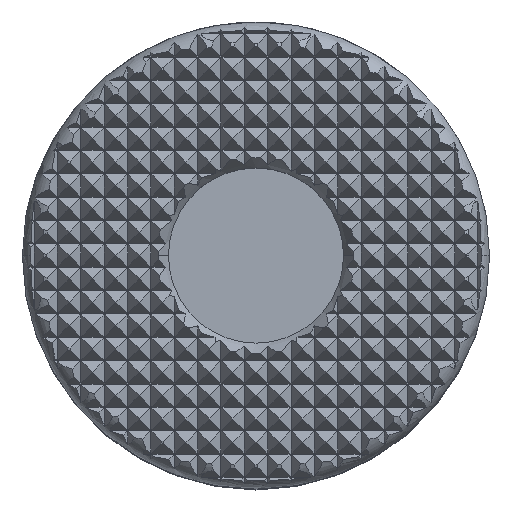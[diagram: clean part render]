
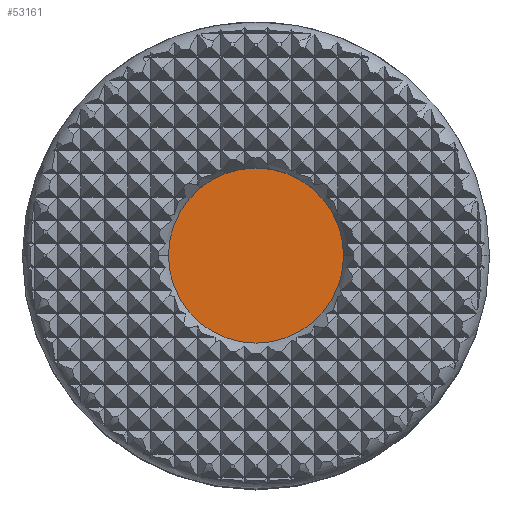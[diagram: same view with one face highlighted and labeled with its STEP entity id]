
A CAD part, top view. The second image highlights one B-rep face of the part: STEP entity #53161.
In plain terms, the highlighted planar face has unit normal (0, 0, 1).
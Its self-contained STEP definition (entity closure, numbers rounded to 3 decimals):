
#123 = DIRECTION ( 'NONE',  ( 0., 0., 1. ) ) ;
#1871 = AXIS2_PLACEMENT_3D ( 'NONE', #64732, #33744, #2797 ) ;
#2797 = DIRECTION ( 'NONE',  ( -1., 0., 0. ) ) ;
#7577 = CIRCLE ( 'NONE', #44240, 4.375 ) ;
#14299 = PLANE ( 'NONE',  #54180 ) ;
#15588 = EDGE_LOOP ( 'NONE', ( #60003, #24382 ) ) ;
#19293 = VERTEX_POINT ( 'NONE', #65536 ) ;
#19719 = DIRECTION ( 'NONE',  ( -1., 0., 0. ) ) ;
#21927 = CARTESIAN_POINT ( 'NONE',  ( 4.375, 0., 0. ) ) ;
#24382 = ORIENTED_EDGE ( 'NONE', *, *, #37966, .T. ) ;
#24487 = CIRCLE ( 'NONE', #1871, 4.375 ) ;
#29870 = CARTESIAN_POINT ( 'NONE',  ( 0., 4.675, 0. ) ) ;
#31097 = CARTESIAN_POINT ( 'NONE',  ( 0., 0., 0. ) ) ;
#32774 = FACE_OUTER_BOUND ( 'NONE', #15588, .T. ) ;
#33744 = DIRECTION ( 'NONE',  ( 0., 0., 1. ) ) ;
#36292 = DIRECTION ( 'NONE',  ( -1., 0., 0. ) ) ;
#37966 = EDGE_CURVE ( 'NONE', #66145, #19293, #24487, .T. ) ;
#44240 = AXIS2_PLACEMENT_3D ( 'NONE', #31097, #123, #36292 ) ;
#50726 = DIRECTION ( 'NONE',  ( 0., 0., -1. ) ) ;
#53161 = ADVANCED_FACE ( 'NONE', ( #32774 ), #14299, .F. ) ;
#54180 = AXIS2_PLACEMENT_3D ( 'NONE', #29870, #50726, #19719 ) ;
#54665 = EDGE_CURVE ( 'NONE', #19293, #66145, #7577, .T. ) ;
#60003 = ORIENTED_EDGE ( 'NONE', *, *, #54665, .T. ) ;
#64732 = CARTESIAN_POINT ( 'NONE',  ( 0., 0., 0. ) ) ;
#65536 = CARTESIAN_POINT ( 'NONE',  ( -4.375, 0., 0. ) ) ;
#66145 = VERTEX_POINT ( 'NONE', #21927 ) ;
